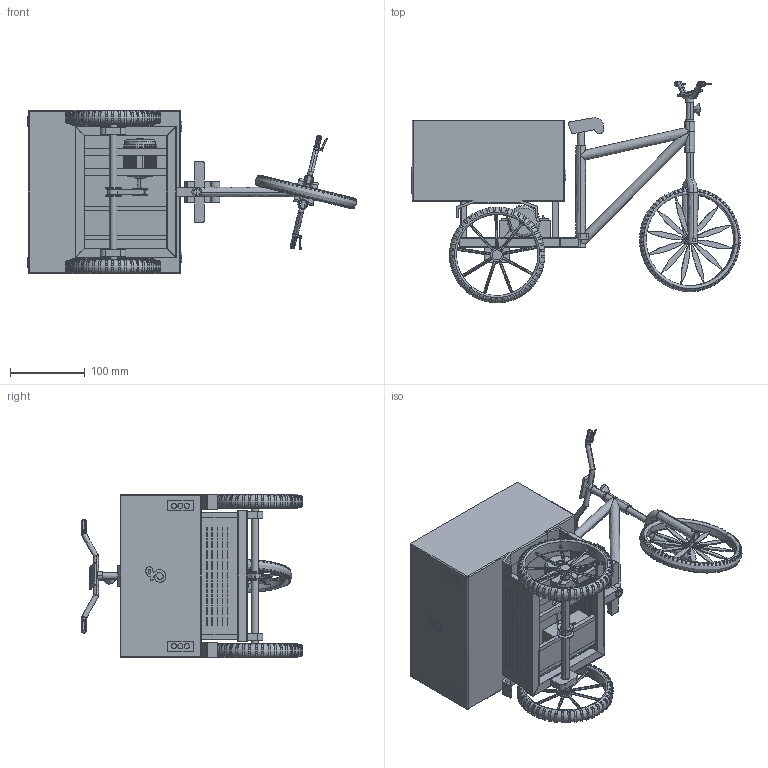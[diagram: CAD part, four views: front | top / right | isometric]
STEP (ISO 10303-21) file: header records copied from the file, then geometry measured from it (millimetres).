
FILE_DESCRIPTION(('FreeCAD Model'),'2;1');
FILE_NAME('Open CASCADE Shape Model','2025-05-04T08:07:08',('FreeCAD'),( 'FreeCAD'),'Open CASCADE STEP processor 7.6','FreeCAD','Unknown');
FILE_SCHEMA(('AUTOMOTIVE_DESIGN { 1 0 10303 214 1 1 1 1 }'));
Products named in the file (1): Open CASCADE STEP translator 7.6 1
Bounding box: 438.74 x 296.14 x 217.99 mm (x, y, z)
Volume: 1852003.1 mm3; surface area: 634040.4 mm2
Topology: 66 solids, 70 shells, 4825 faces, 12274 edges, 8146 vertices
Faces by surface type: bspline 4825
Entity records: 156788 total; most frequent: CARTESIAN_POINT 82291, ORIENTED_EDGE 24536, EDGE_CURVE 12268, B_SPLINE_CURVE_WITH_KNOTS 9520, VERTEX_POINT 8146, FACE_BOUND 5574, EDGE_LOOP 5574, ADVANCED_FACE 4825
